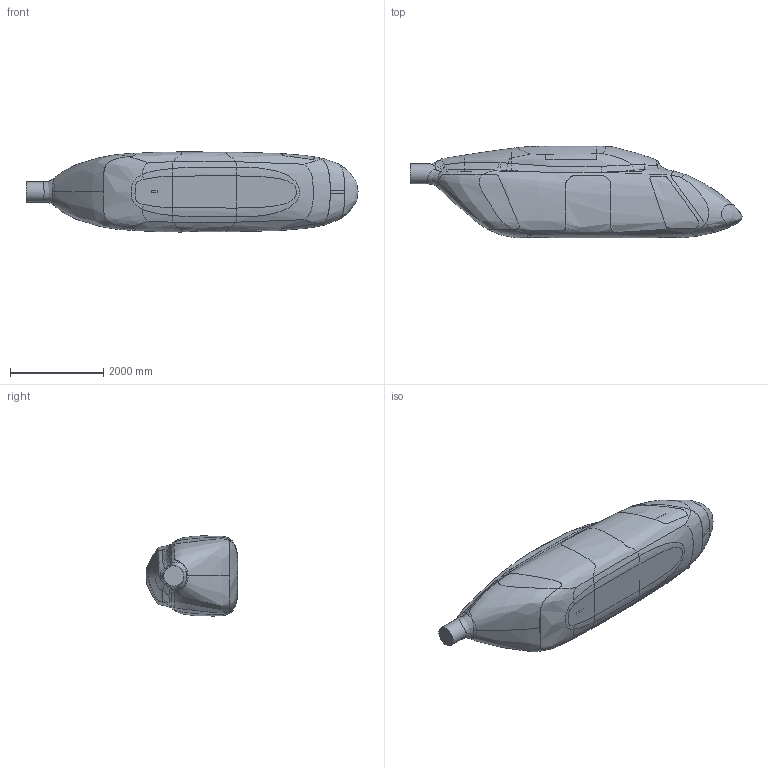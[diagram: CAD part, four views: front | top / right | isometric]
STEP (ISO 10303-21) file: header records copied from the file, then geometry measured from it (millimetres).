
FILE_DESCRIPTION(/* description */ (''),/* implementation_level */ '2;1');
FILE_NAME(/* name */ 'aircraft v1.step',/* time_stamp */ '2020-02-13T00:24:17-08:00',/* author */ (''),/* organization */ (''),/* preprocessor_version */ 'ST-DEVELOPER v18',/* originating_system */ 'Autodesk Translation Framework v8.12.0.6',/* authorisation */ '');
FILE_SCHEMA (('AUTOMOTIVE_DESIGN { 1 0 10303 214 3 1 1 }'));
Length unit declared in the file: inch
Products named in the file (1): aircraft
Bounding box: 7113.64 x 1962.24 x 1716.46 mm (x, y, z)
Volume: 13896911130.6 mm3; surface area: 103529746.7 mm2
Topology: 15 solids, 15 shells, 280 faces, 808 edges, 556 vertices
Faces by surface type: bspline 152, plane 114, cylinder 14
Full cylindrical faces by diameter (mm): 431.8 x1
Entity records: 31898 total; most frequent: CARTESIAN_POINT 25999, ORIENTED_EDGE 1614, EDGE_CURVE 807, B_SPLINE_CURVE_WITH_KNOTS 565, VERTEX_POINT 557, DIRECTION 542, EDGE_LOOP 282, FACE_OUTER_BOUND 280
